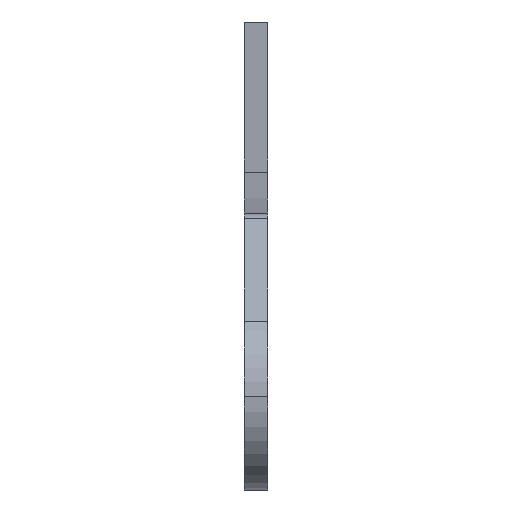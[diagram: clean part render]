
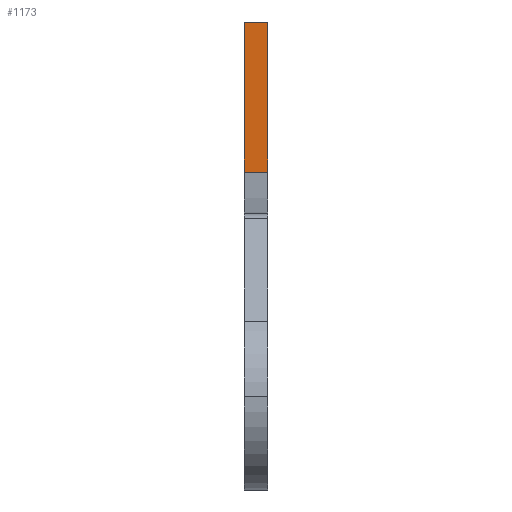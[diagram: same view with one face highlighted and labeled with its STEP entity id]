
A CAD part, top view. The second image highlights one B-rep face of the part: STEP entity #1173.
In plain terms, the highlighted planar face has unit normal (0, 0.962, 0.274).
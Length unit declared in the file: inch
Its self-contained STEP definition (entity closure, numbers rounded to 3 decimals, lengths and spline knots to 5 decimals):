
#49 = DIRECTION ( 'NONE',  ( 0., 0.274, -0.962 ) ) ;
#94 = DIRECTION ( 'NONE',  ( 0., -0.274, 0.962 ) ) ;
#106 = CARTESIAN_POINT ( 'NONE',  ( 1.25, 8.15576, 10.7867 ) ) ;
#129 = CARTESIAN_POINT ( 'NONE',  ( 1., 9.76261, 5.13709 ) ) ;
#137 = EDGE_CURVE ( 'NONE', #223, #805, #252, .T. ) ;
#181 = DIRECTION ( 'NONE',  ( -1., 0., 0. ) ) ;
#223 = VERTEX_POINT ( 'NONE', #1176 ) ;
#240 = DIRECTION ( 'NONE',  ( 0., -0.962, -0.274 ) ) ;
#252 = LINE ( 'NONE', #646, #806 ) ;
#305 = AXIS2_PLACEMENT_3D ( 'NONE', #927, #240, #49 ) ;
#365 = VECTOR ( 'NONE', #181, 39.37008 ) ;
#371 = VERTEX_POINT ( 'NONE', #1223 ) ;
#395 = LINE ( 'NONE', #1169, #421 ) ;
#407 = ORIENTED_EDGE ( 'NONE', *, *, #1034, .T. ) ;
#421 = VECTOR ( 'NONE', #778, 39.37008 ) ;
#457 = VECTOR ( 'NONE', #94, 39.37008 ) ;
#468 = CARTESIAN_POINT ( 'NONE',  ( 1.25, 9.76261, 5.13709 ) ) ;
#483 = LINE ( 'NONE', #658, #457 ) ;
#496 = ORIENTED_EDGE ( 'NONE', *, *, #137, .F. ) ;
#527 = FACE_OUTER_BOUND ( 'NONE', #1103, .T. ) ;
#560 = LINE ( 'NONE', #468, #365 ) ;
#646 = CARTESIAN_POINT ( 'NONE',  ( 1.25, 10.38371, 2.95331 ) ) ;
#658 = CARTESIAN_POINT ( 'NONE',  ( 1., 10.38371, 2.95331 ) ) ;
#721 = EDGE_CURVE ( 'NONE', #910, #371, #483, .T. ) ;
#742 = ORIENTED_EDGE ( 'NONE', *, *, #721, .T. ) ;
#778 = DIRECTION ( 'NONE',  ( -1., 0., 0. ) ) ;
#805 = VERTEX_POINT ( 'NONE', #106 ) ;
#806 = VECTOR ( 'NONE', #1126, 39.37008 ) ;
#890 = ORIENTED_EDGE ( 'NONE', *, *, #1242, .F. ) ;
#910 = VERTEX_POINT ( 'NONE', #129 ) ;
#911 = PLANE ( 'NONE',  #305 ) ;
#927 = CARTESIAN_POINT ( 'NONE',  ( 1.25, 10.38371, 2.95331 ) ) ;
#1034 = EDGE_CURVE ( 'NONE', #223, #910, #560, .T. ) ;
#1103 = EDGE_LOOP ( 'NONE', ( #742, #890, #496, #407 ) ) ;
#1126 = DIRECTION ( 'NONE',  ( 0., -0.274, 0.962 ) ) ;
#1169 = CARTESIAN_POINT ( 'NONE',  ( 1.25, 8.15576, 10.7867 ) ) ;
#1173 = ADVANCED_FACE ( 'NONE', ( #527 ), #911, .F. ) ;
#1176 = CARTESIAN_POINT ( 'NONE',  ( 1.25, 9.76261, 5.13709 ) ) ;
#1223 = CARTESIAN_POINT ( 'NONE',  ( 1., 8.15576, 10.7867 ) ) ;
#1242 = EDGE_CURVE ( 'NONE', #805, #371, #395, .T. ) ;
